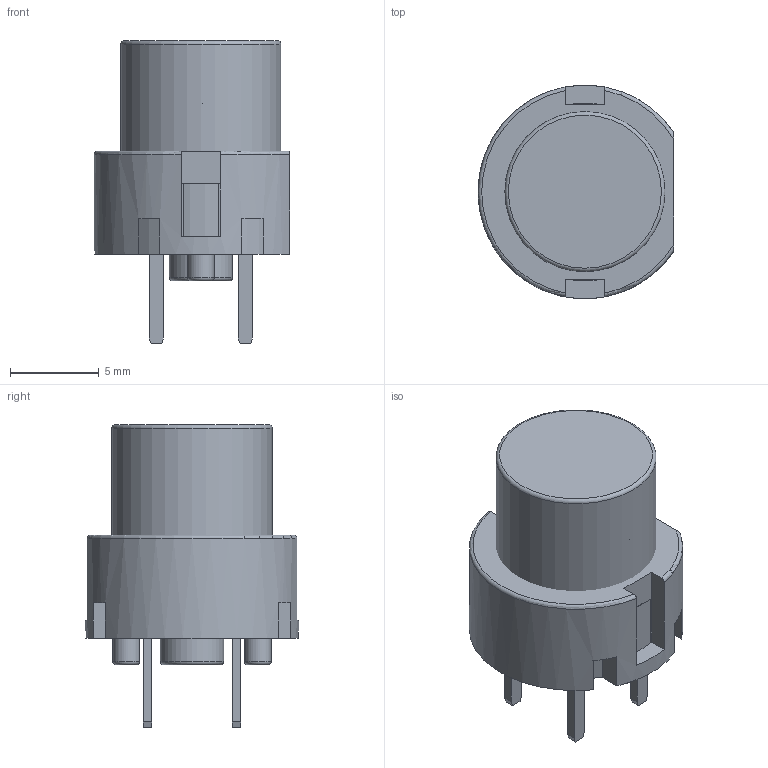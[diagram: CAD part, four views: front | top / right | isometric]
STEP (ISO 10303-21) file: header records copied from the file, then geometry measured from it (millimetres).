
FILE_DESCRIPTION(('FreeCAD Model'),'2;1');
FILE_NAME('ks01-bv-grey.step' ,'2020-10-31T06:43:41',('Author'),(''), 'Open CASCADE STEP processor 7.3','FreeCAD','Unknown');
FILE_SCHEMA(('AUTOMOTIVE_DESIGN { 1 0 10303 214 1 1 1 1 }'));
Length unit declared in the file: millimetre
Products named in the file (10): Fillet; Fillet006; Fillet003; Cut003; Fillet004; Fillet002; Chamfer000; Chamfer001; Chamfer002; Chamfer003
Bounding box: 11 x 11.98 x 17 mm (x, y, z)
Volume: 1179.3 mm3; surface area: 1476.5 mm2
Topology: 10 solids, 10 shells, 85 faces, 203 edges, 134 vertices
Faces by surface type: plane 71, cylinder 7, torus 7
Full cylindrical faces by diameter (mm): 1.5 x2, 3.55 x1, 9 x1
Entity records: 5864 total; most frequent: CARTESIAN_POINT 1117, DIRECTION 722, LINE 414, VECTOR 414, ORIENTED_EDGE 406, PCURVE 406, DEFINITIONAL_REPRESENTATION 406, EDGE_CURVE 203
